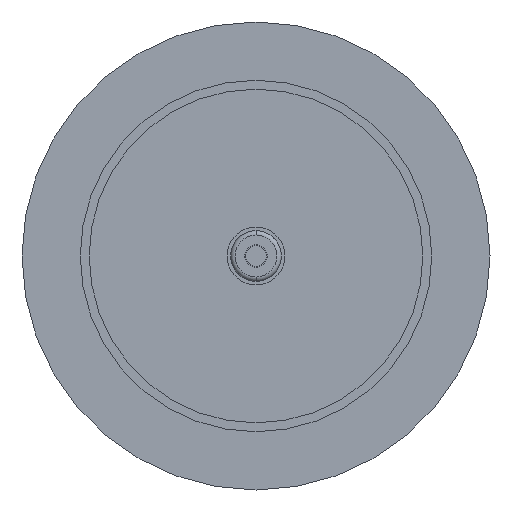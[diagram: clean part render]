
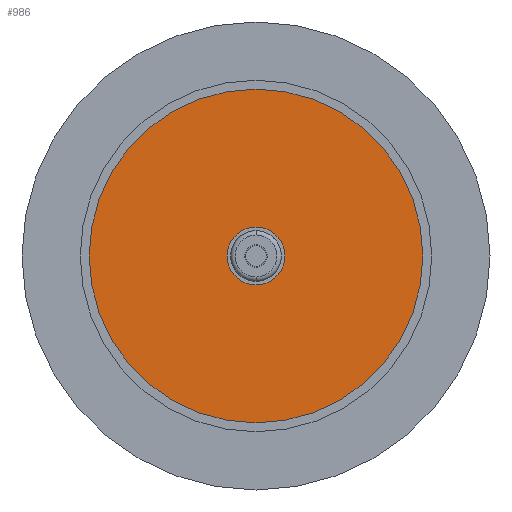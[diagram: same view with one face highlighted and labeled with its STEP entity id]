
A CAD part, front view. The second image highlights one B-rep face of the part: STEP entity #986.
In plain terms, the highlighted planar face has unit normal (0, -1, 0).
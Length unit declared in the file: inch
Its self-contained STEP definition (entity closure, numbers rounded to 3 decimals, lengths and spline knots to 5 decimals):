
#34 = DIRECTION ( 'NONE',  ( 0., -1., 0. ) ) ;
#40 = DIRECTION ( 'NONE',  ( 0., 0., 1. ) ) ;
#47 = DIRECTION ( 'NONE',  ( 0., 0., 1. ) ) ;
#65 = CIRCLE ( 'NONE', #1099, 0.77 ) ;
#87 = DIRECTION ( 'NONE',  ( 0., 1., 0. ) ) ;
#104 = FACE_BOUND ( 'NONE', #1234, .T. ) ;
#106 = CARTESIAN_POINT ( 'NONE',  ( 0., -0.87271, 0. ) ) ;
#117 = AXIS2_PLACEMENT_3D ( 'NONE', #106, #87, #40 ) ;
#121 = EDGE_CURVE ( 'NONE', #750, #169, #900, .T. ) ;
#158 = EDGE_CURVE ( 'NONE', #282, #1379, #1244, .T. ) ;
#169 = VERTEX_POINT ( 'NONE', #1082 ) ;
#216 = CIRCLE ( 'NONE', #244, 0.1335 ) ;
#244 = AXIS2_PLACEMENT_3D ( 'NONE', #1424, #1309, #1354 ) ;
#264 = ORIENTED_EDGE ( 'NONE', *, *, #717, .T. ) ;
#282 = VERTEX_POINT ( 'NONE', #652 ) ;
#536 = CARTESIAN_POINT ( 'NONE',  ( 0., -0.87271, 0.77 ) ) ;
#598 = ORIENTED_EDGE ( 'NONE', *, *, #1067, .F. ) ;
#652 = CARTESIAN_POINT ( 'NONE',  ( 0., -0.87271, -0.77 ) ) ;
#717 = EDGE_CURVE ( 'NONE', #169, #750, #216, .T. ) ;
#721 = CARTESIAN_POINT ( 'NONE',  ( 0., -0.87271, 0.1335 ) ) ;
#750 = VERTEX_POINT ( 'NONE', #721 ) ;
#803 = DIRECTION ( 'NONE',  ( 0., 1., 0. ) ) ;
#872 = AXIS2_PLACEMENT_3D ( 'NONE', #1136, #34, #915 ) ;
#900 = CIRCLE ( 'NONE', #117, 0.1335 ) ;
#915 = DIRECTION ( 'NONE',  ( 0., 0., -1. ) ) ;
#939 = AXIS2_PLACEMENT_3D ( 'NONE', #1077, #1068, #1051 ) ;
#986 = ADVANCED_FACE ( 'NONE', ( #104, #1336 ), #1453, .T. ) ;
#1051 = DIRECTION ( 'NONE',  ( 0., 0., 1. ) ) ;
#1067 = EDGE_CURVE ( 'NONE', #1379, #282, #65, .T. ) ;
#1068 = DIRECTION ( 'NONE',  ( 0., 1., 0. ) ) ;
#1077 = CARTESIAN_POINT ( 'NONE',  ( 0., -0.87271, 0. ) ) ;
#1082 = CARTESIAN_POINT ( 'NONE',  ( 0., -0.87271, -0.1335 ) ) ;
#1099 = AXIS2_PLACEMENT_3D ( 'NONE', #1460, #803, #47 ) ;
#1136 = CARTESIAN_POINT ( 'NONE',  ( -0.77, -0.87271, 0. ) ) ;
#1140 = EDGE_LOOP ( 'NONE', ( #598, #1506 ) ) ;
#1234 = EDGE_LOOP ( 'NONE', ( #1299, #264 ) ) ;
#1244 = CIRCLE ( 'NONE', #939, 0.77 ) ;
#1299 = ORIENTED_EDGE ( 'NONE', *, *, #121, .T. ) ;
#1309 = DIRECTION ( 'NONE',  ( 0., 1., 0. ) ) ;
#1336 = FACE_OUTER_BOUND ( 'NONE', #1140, .T. ) ;
#1354 = DIRECTION ( 'NONE',  ( 0., 0., 1. ) ) ;
#1379 = VERTEX_POINT ( 'NONE', #536 ) ;
#1424 = CARTESIAN_POINT ( 'NONE',  ( 0., -0.87271, 0. ) ) ;
#1453 = PLANE ( 'NONE',  #872 ) ;
#1460 = CARTESIAN_POINT ( 'NONE',  ( 0., -0.87271, 0. ) ) ;
#1506 = ORIENTED_EDGE ( 'NONE', *, *, #158, .F. ) ;
